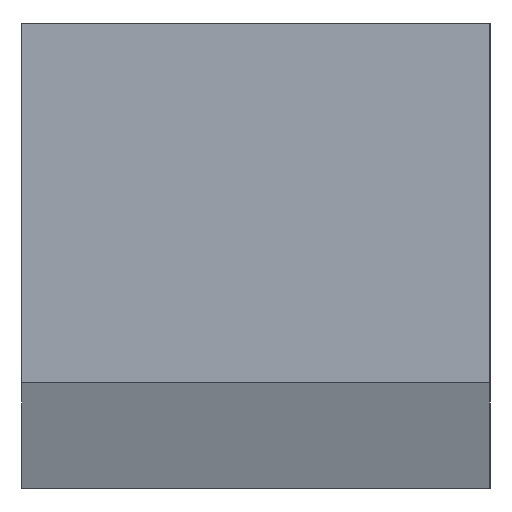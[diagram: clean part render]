
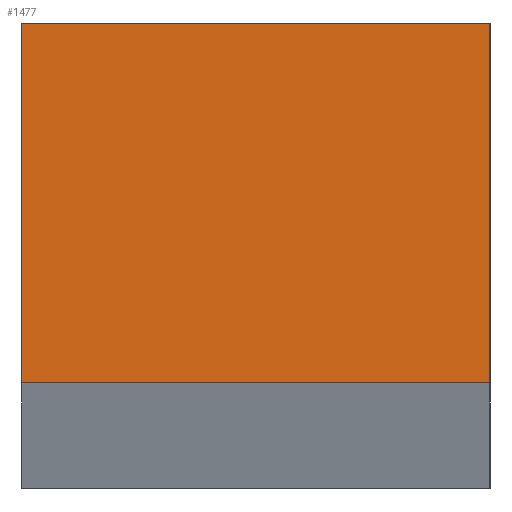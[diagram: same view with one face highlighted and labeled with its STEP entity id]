
A CAD part, left-side view. The second image highlights one B-rep face of the part: STEP entity #1477.
In plain terms, the highlighted planar face has unit normal (-1, 0, 0).
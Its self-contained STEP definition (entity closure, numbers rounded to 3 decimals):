
#1477=ADVANCED_FACE('NONE',(#3670),#3671,.F.);
#3670=FACE_OUTER_BOUND('',#6576,.T.);
#3671=PLANE('',#6577);
#6576=EDGE_LOOP('',(#12611,#12612,#12613,#12614));
#6577=AXIS2_PLACEMENT_3D('',#12615,#12616,#12617);
#12611=ORIENTED_EDGE('',*,*,#21049,.F.);
#12612=ORIENTED_EDGE('',*,*,#18400,.F.);
#12613=ORIENTED_EDGE('',*,*,#21050,.F.);
#12614=ORIENTED_EDGE('',*,*,#20321,.T.);
#12615=CARTESIAN_POINT('',(0.0,0.0,39.7));
#12616=DIRECTION('',(1.0,0.0,0.0));
#12617=DIRECTION('',(0.0,1.0,-0.0));
#18400=EDGE_CURVE('NONE',#22262,#22264,#22265,.T.);
#20321=EDGE_CURVE('NONE',#26105,#26103,#26106,.T.);
#21049=EDGE_CURVE('NONE',#22264,#26103,#26836,.T.);
#21050=EDGE_CURVE('NONE',#26105,#22262,#26837,.T.);
#22262=VERTEX_POINT('NONE',#28052);
#22264=VERTEX_POINT('NONE',#28055);
#22265=LINE('',#28056,#28057);
#26103=VERTEX_POINT('NONE',#33813);
#26105=VERTEX_POINT('NONE',#33816);
#26106=LINE('',#33817,#33818);
#26836=LINE('',#35033,#35034);
#26837=LINE('',#35035,#35036);
#28052=CARTESIAN_POINT('',(0.0,0.0,39.7));
#28055=CARTESIAN_POINT('',(0.0,0.0,9.));
#28056=CARTESIAN_POINT('',(0.0,0.0,39.7));
#28057=VECTOR('',#36724,1000.0);
#33813=CARTESIAN_POINT('',(0.0,40.0,9.));
#33816=CARTESIAN_POINT('',(0.0,40.0,39.7));
#33817=CARTESIAN_POINT('',(0.0,40.0,39.7));
#33818=VECTOR('',#38644,1000.0);
#35033=CARTESIAN_POINT('',(0.0,0.0,9.));
#35034=VECTOR('',#39130,1000.0);
#35035=CARTESIAN_POINT('',(0.0,0.0,39.7));
#35036=VECTOR('',#39131,1000.0);
#36724=DIRECTION('',(-0.0,-0.0,-1.0));
#38644=DIRECTION('',(-0.0,-0.0,-1.0));
#39130=DIRECTION('',(0.0,1.0,0.0));
#39131=DIRECTION('',(-0.0,-1.0,-0.0));
